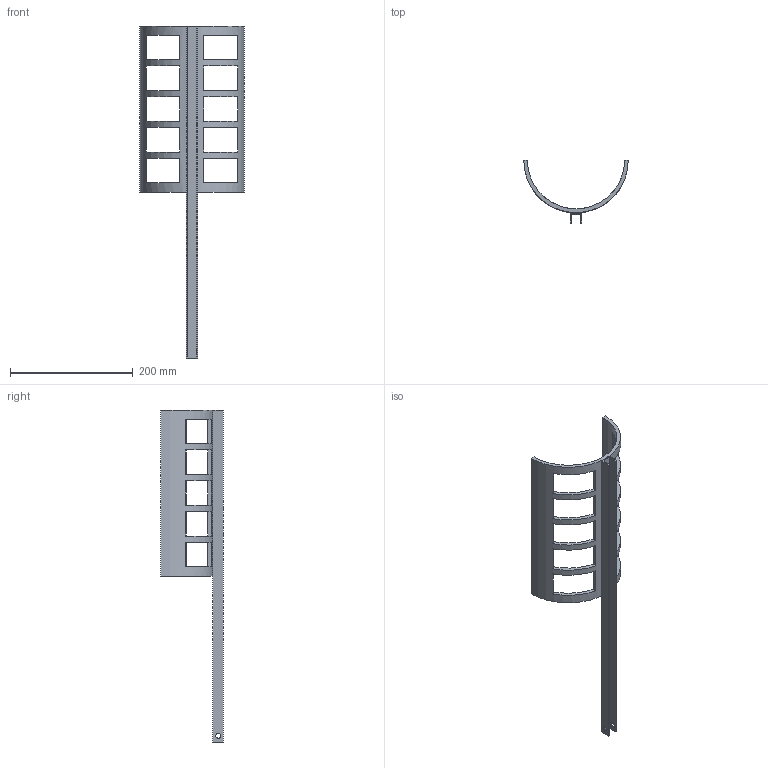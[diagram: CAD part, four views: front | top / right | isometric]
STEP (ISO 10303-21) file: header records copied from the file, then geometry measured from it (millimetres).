
FILE_DESCRIPTION (( 'STEP AP214' ), '1' );
FILE_NAME ('arm2.STEP', '2020-03-21T03:30:42', ( '' ), ( '' ), 'SwSTEP 2.0', 'SolidWorks 2019', '' );
FILE_SCHEMA (( 'AUTOMOTIVE_DESIGN' ));
Length unit declared in the file: millimetre
Products named in the file (1): arm2
Bounding box: 170 x 102.05 x 540 mm (x, y, z)
Volume: 292678 mm3; surface area: 158484.6 mm2
Topology: 2 solids, 2 shells, 60 faces, 168 edges, 112 vertices
Faces by surface type: plane 54, cylinder 6
Entity records: 2035 total; most frequent: DIRECTION 342, CARTESIAN_POINT 341, ORIENTED_EDGE 336, EDGE_CURVE 168, VECTOR 116, LINE 116, AXIS2_PLACEMENT_3D 113, VERTEX_POINT 112
